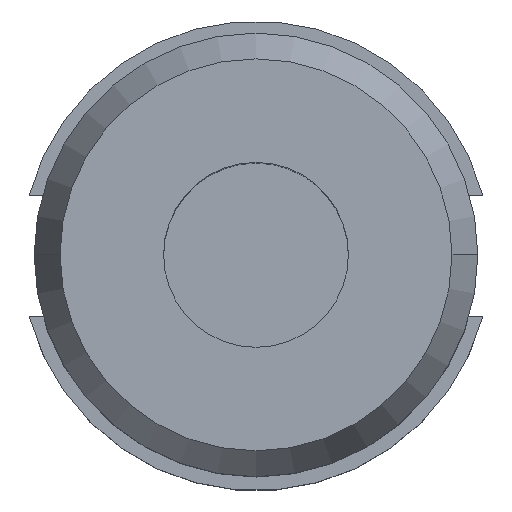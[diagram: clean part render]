
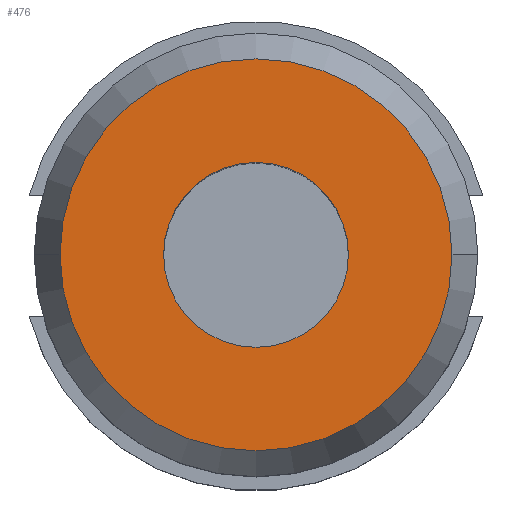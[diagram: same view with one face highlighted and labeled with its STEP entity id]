
A CAD part, top view. The second image highlights one B-rep face of the part: STEP entity #476.
In plain terms, the highlighted planar face has unit normal (0, 0, 1).
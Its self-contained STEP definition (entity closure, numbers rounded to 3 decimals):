
#68 = CARTESIAN_POINT ( 'NONE',  ( 26.5, 0., 101.6 ) ) ;
#127 = EDGE_CURVE ( 'NONE', #1380, #714, #1233, .T. ) ;
#166 = CIRCLE ( 'NONE', #689, 26.5 ) ;
#193 = DIRECTION ( 'NONE',  ( 0., 0., -1. ) ) ;
#262 = ORIENTED_EDGE ( 'NONE', *, *, #1087, .F. ) ;
#383 = CARTESIAN_POINT ( 'NONE',  ( 12.5, 0., 101.6 ) ) ;
#388 = ORIENTED_EDGE ( 'NONE', *, *, #854, .T. ) ;
#440 = PLANE ( 'NONE',  #541 ) ;
#451 = FACE_OUTER_BOUND ( 'NONE', #880, .T. ) ;
#466 = CARTESIAN_POINT ( 'NONE',  ( 0., 0., 101.6 ) ) ;
#476 = ADVANCED_FACE ( 'NONE', ( #1490, #451 ), #440, .T. ) ;
#541 = AXIS2_PLACEMENT_3D ( 'NONE', #1011, #1433, #576 ) ;
#576 = DIRECTION ( 'NONE',  ( 1., 0., 0. ) ) ;
#582 = EDGE_LOOP ( 'NONE', ( #1155, #388 ) ) ;
#608 = DIRECTION ( 'NONE',  ( 0., 0., -1. ) ) ;
#660 = CARTESIAN_POINT ( 'NONE',  ( 0., 0., 101.6 ) ) ;
#681 = CIRCLE ( 'NONE', #1397, 26.5 ) ;
#689 = AXIS2_PLACEMENT_3D ( 'NONE', #660, #957, #1787 ) ;
#714 = VERTEX_POINT ( 'NONE', #383 ) ;
#742 = DIRECTION ( 'NONE',  ( -1., 0., 0. ) ) ;
#754 = CARTESIAN_POINT ( 'NONE',  ( 0., 0., 101.6 ) ) ;
#854 = EDGE_CURVE ( 'NONE', #714, #1380, #1127, .T. ) ;
#880 = EDGE_LOOP ( 'NONE', ( #262, #1791 ) ) ;
#914 = DIRECTION ( 'NONE',  ( 0., 0., -1. ) ) ;
#957 = DIRECTION ( 'NONE',  ( 0., 0., -1. ) ) ;
#1011 = CARTESIAN_POINT ( 'NONE',  ( 0., 26.5, 101.6 ) ) ;
#1012 = VERTEX_POINT ( 'NONE', #68 ) ;
#1087 = EDGE_CURVE ( 'NONE', #1523, #1012, #681, .T. ) ;
#1127 = CIRCLE ( 'NONE', #1704, 12.5 ) ;
#1155 = ORIENTED_EDGE ( 'NONE', *, *, #127, .T. ) ;
#1171 = EDGE_CURVE ( 'NONE', #1012, #1523, #166, .T. ) ;
#1233 = CIRCLE ( 'NONE', #1666, 12.5 ) ;
#1285 = CARTESIAN_POINT ( 'NONE',  ( -12.5, 0., 101.6 ) ) ;
#1335 = DIRECTION ( 'NONE',  ( -1., 0., 0. ) ) ;
#1380 = VERTEX_POINT ( 'NONE', #1285 ) ;
#1397 = AXIS2_PLACEMENT_3D ( 'NONE', #754, #914, #1335 ) ;
#1433 = DIRECTION ( 'NONE',  ( 0., 0., 1. ) ) ;
#1490 = FACE_BOUND ( 'NONE', #582, .T. ) ;
#1523 = VERTEX_POINT ( 'NONE', #1584 ) ;
#1574 = DIRECTION ( 'NONE',  ( -1., 0., 0. ) ) ;
#1584 = CARTESIAN_POINT ( 'NONE',  ( -26.5, 0., 101.6 ) ) ;
#1666 = AXIS2_PLACEMENT_3D ( 'NONE', #1723, #193, #1574 ) ;
#1704 = AXIS2_PLACEMENT_3D ( 'NONE', #466, #608, #742 ) ;
#1723 = CARTESIAN_POINT ( 'NONE',  ( 0., 0., 101.6 ) ) ;
#1787 = DIRECTION ( 'NONE',  ( -1., 0., 0. ) ) ;
#1791 = ORIENTED_EDGE ( 'NONE', *, *, #1171, .F. ) ;
